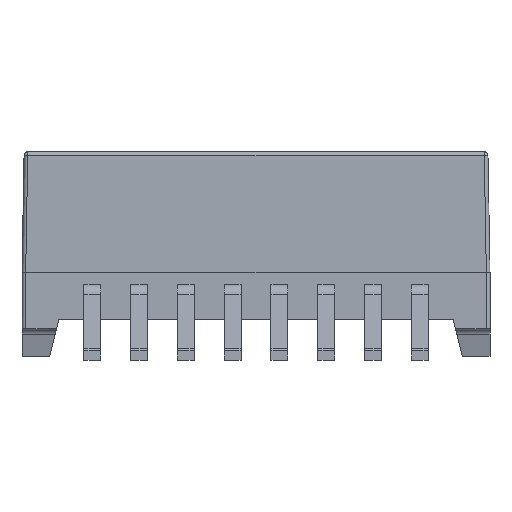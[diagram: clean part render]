
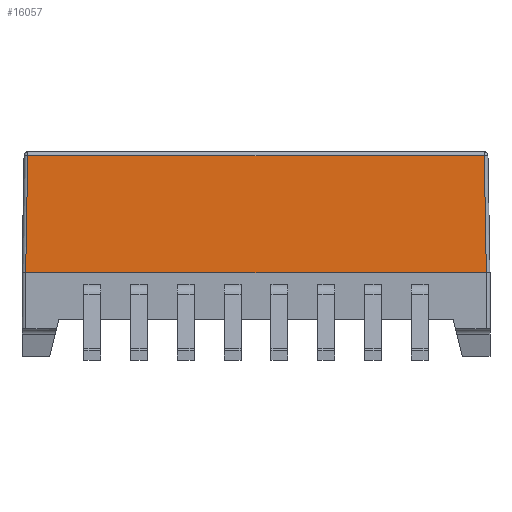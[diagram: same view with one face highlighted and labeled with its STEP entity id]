
A CAD part, left-side view. The second image highlights one B-rep face of the part: STEP entity #16057.
In plain terms, the highlighted face is planar.
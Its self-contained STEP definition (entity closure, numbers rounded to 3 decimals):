
#489=PLANE('',#16748);
#1031=LINE('',#20291,#2221);
#1035=LINE('',#20307,#2225);
#1043=LINE('',#20338,#2233);
#1419=LINE('',#23480,#2609);
#2221=VECTOR('',#17337,1000.);
#2225=VECTOR('',#17355,1000.);
#2233=VECTOR('',#17391,1000.);
#2609=VECTOR('',#18329,1000.);
#4553=ORIENTED_EDGE('',*,*,#7489,.F.);
#4554=ORIENTED_EDGE('',*,*,#6798,.T.);
#4555=ORIENTED_EDGE('',*,*,#6806,.F.);
#4556=ORIENTED_EDGE('',*,*,#6822,.F.);
#6798=EDGE_CURVE('',#8486,#8489,#1031,.T.);
#6806=EDGE_CURVE('',#8494,#8489,#1035,.T.);
#6822=EDGE_CURVE('',#8503,#8494,#1043,.T.);
#7489=EDGE_CURVE('',#8486,#8503,#1419,.T.);
#8486=VERTEX_POINT('',#20281);
#8489=VERTEX_POINT('',#20289);
#8494=VERTEX_POINT('',#20305);
#8503=VERTEX_POINT('',#20336);
#9921=EDGE_LOOP('',(#4553,#4554,#4555,#4556));
#10656=FACE_BOUND('',#9921,.T.);
#16057=ADVANCED_FACE('',(#10656),#489,.T.);
#16748=AXIS2_PLACEMENT_3D('',#23479,#18327,#18328);
#17337=DIRECTION('',(-0.017,0.017,1.));
#17355=DIRECTION('',(1.,0.,0.));
#17391=DIRECTION('',(0.017,0.017,1.));
#18327=DIRECTION('',(0.,-1.,0.017));
#18328=DIRECTION('',(0.,-0.017,-1.));
#18329=DIRECTION('',(-1.,0.,0.));
#20281=CARTESIAN_POINT('',(6.25,-3.45,2.37));
#20289=CARTESIAN_POINT('',(6.194,-3.394,5.552));
#20291=CARTESIAN_POINT('',(6.248,-3.448,2.479));
#20305=CARTESIAN_POINT('',(-6.194,-3.394,5.552));
#20307=CARTESIAN_POINT('',(-6.293,-3.394,5.552));
#20336=CARTESIAN_POINT('',(-6.25,-3.45,2.37));
#20338=CARTESIAN_POINT('',(-6.248,-3.448,2.479));
#23479=CARTESIAN_POINT('',(0.,-3.45,2.37));
#23480=CARTESIAN_POINT('',(6.35,-3.45,2.37));
